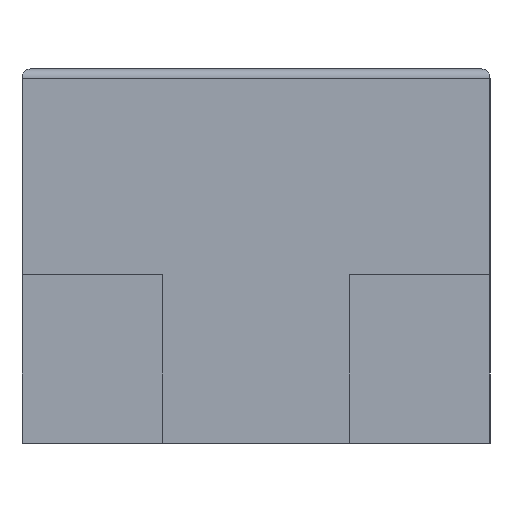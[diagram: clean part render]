
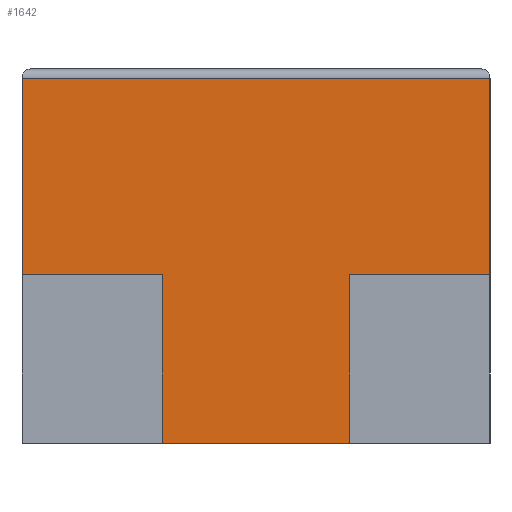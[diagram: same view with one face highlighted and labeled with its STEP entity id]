
A CAD part, left-side view. The second image highlights one B-rep face of the part: STEP entity #1642.
In plain terms, the highlighted planar face has unit normal (-1, 0, 0).
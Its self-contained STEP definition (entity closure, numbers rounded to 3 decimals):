
#14 = CARTESIAN_POINT ( 'NONE',  ( -0.5, -0.25, 0.18 ) ) ;
#35 = VERTEX_POINT ( 'NONE', #14 ) ;
#70 = DIRECTION ( 'NONE',  ( 0., 0., -1. ) ) ;
#86 = ORIENTED_EDGE ( 'NONE', *, *, #1244, .T. ) ;
#112 = CARTESIAN_POINT ( 'NONE',  ( -0.5, 0.25, 0.4 ) ) ;
#125 = VERTEX_POINT ( 'NONE', #371 ) ;
#138 = VERTEX_POINT ( 'NONE', #170 ) ;
#142 = CARTESIAN_POINT ( 'NONE',  ( -0.5, 0.1, 0. ) ) ;
#170 = CARTESIAN_POINT ( 'NONE',  ( -0.5, 0.25, 0.18 ) ) ;
#188 = EDGE_CURVE ( 'NONE', #125, #35, #1782, .T. ) ;
#196 = EDGE_CURVE ( 'NONE', #428, #1284, #916, .T. ) ;
#258 = EDGE_CURVE ( 'NONE', #307, #138, #1984, .T. ) ;
#274 = AXIS2_PLACEMENT_3D ( 'NONE', #112, #1334, #1656 ) ;
#289 = DIRECTION ( 'NONE',  ( 0., 0., -1. ) ) ;
#307 = VERTEX_POINT ( 'NONE', #1863 ) ;
#325 = CARTESIAN_POINT ( 'NONE',  ( -0.5, -0.1, 0.18 ) ) ;
#371 = CARTESIAN_POINT ( 'NONE',  ( -0.5, -0.25, 0.39 ) ) ;
#373 = ORIENTED_EDGE ( 'NONE', *, *, #2063, .F. ) ;
#428 = VERTEX_POINT ( 'NONE', #142 ) ;
#450 = DIRECTION ( 'NONE',  ( 0., 1., 0. ) ) ;
#473 = CARTESIAN_POINT ( 'NONE',  ( -0.5, -0.1, 0.18 ) ) ;
#562 = CARTESIAN_POINT ( 'NONE',  ( -0.5, 0.25, 0. ) ) ;
#614 = CARTESIAN_POINT ( 'NONE',  ( -0.5, 0., 0.18 ) ) ;
#649 = LINE ( 'NONE', #1492, #1606 ) ;
#657 = VECTOR ( 'NONE', #70, 1000. ) ;
#754 = ORIENTED_EDGE ( 'NONE', *, *, #2123, .F. ) ;
#800 = EDGE_LOOP ( 'NONE', ( #1304, #86, #1888, #1099, #2129, #2160, #373, #754 ) ) ;
#849 = CARTESIAN_POINT ( 'NONE',  ( -0.5, -0.1, 0. ) ) ;
#916 = LINE ( 'NONE', #562, #1640 ) ;
#954 = VECTOR ( 'NONE', #1793, 1000. ) ;
#1035 = CARTESIAN_POINT ( 'NONE',  ( -0.5, 0.25, 0.39 ) ) ;
#1099 = ORIENTED_EDGE ( 'NONE', *, *, #258, .F. ) ;
#1111 = VERTEX_POINT ( 'NONE', #1035 ) ;
#1158 = EDGE_CURVE ( 'NONE', #1111, #138, #1469, .T. ) ;
#1238 = DIRECTION ( 'NONE',  ( 0., 0., -1. ) ) ;
#1244 = EDGE_CURVE ( 'NONE', #125, #1111, #649, .T. ) ;
#1284 = VERTEX_POINT ( 'NONE', #849 ) ;
#1304 = ORIENTED_EDGE ( 'NONE', *, *, #188, .F. ) ;
#1334 = DIRECTION ( 'NONE',  ( 1., 0., 0. ) ) ;
#1343 = VECTOR ( 'NONE', #1694, 1000. ) ;
#1420 = VECTOR ( 'NONE', #450, 1000. ) ;
#1441 = VECTOR ( 'NONE', #1238, 1000. ) ;
#1469 = LINE ( 'NONE', #2174, #1753 ) ;
#1492 = CARTESIAN_POINT ( 'NONE',  ( -0.5, 0.25, 0.39 ) ) ;
#1504 = DIRECTION ( 'NONE',  ( 0., 1., 0. ) ) ;
#1520 = LINE ( 'NONE', #614, #1420 ) ;
#1606 = VECTOR ( 'NONE', #1504, 1000. ) ;
#1626 = DIRECTION ( 'NONE',  ( 0., -1., 0. ) ) ;
#1638 = CARTESIAN_POINT ( 'NONE',  ( -0.5, -0.25, 0.4 ) ) ;
#1640 = VECTOR ( 'NONE', #1626, 1000. ) ;
#1642 = ADVANCED_FACE ( 'NONE', ( #1973 ), #2175, .F. ) ;
#1656 = DIRECTION ( 'NONE',  ( 0., 1., 0. ) ) ;
#1694 = DIRECTION ( 'NONE',  ( 0., 0., -1. ) ) ;
#1706 = LINE ( 'NONE', #473, #1343 ) ;
#1736 = CARTESIAN_POINT ( 'NONE',  ( -0.5, 0.1, 0.18 ) ) ;
#1753 = VECTOR ( 'NONE', #289, 1000. ) ;
#1782 = LINE ( 'NONE', #1638, #657 ) ;
#1793 = DIRECTION ( 'NONE',  ( 0., 1., 0. ) ) ;
#1863 = CARTESIAN_POINT ( 'NONE',  ( -0.5, 0.1, 0.18 ) ) ;
#1867 = VERTEX_POINT ( 'NONE', #325 ) ;
#1888 = ORIENTED_EDGE ( 'NONE', *, *, #1158, .T. ) ;
#1918 = LINE ( 'NONE', #1736, #1441 ) ;
#1973 = FACE_OUTER_BOUND ( 'NONE', #800, .T. ) ;
#1984 = LINE ( 'NONE', #2124, #954 ) ;
#2063 = EDGE_CURVE ( 'NONE', #1867, #1284, #1706, .T. ) ;
#2123 = EDGE_CURVE ( 'NONE', #35, #1867, #1520, .T. ) ;
#2124 = CARTESIAN_POINT ( 'NONE',  ( -0.5, 0., 0.18 ) ) ;
#2129 = ORIENTED_EDGE ( 'NONE', *, *, #2232, .T. ) ;
#2160 = ORIENTED_EDGE ( 'NONE', *, *, #196, .T. ) ;
#2174 = CARTESIAN_POINT ( 'NONE',  ( -0.5, 0.25, 0.4 ) ) ;
#2175 = PLANE ( 'NONE',  #274 ) ;
#2232 = EDGE_CURVE ( 'NONE', #307, #428, #1918, .T. ) ;
